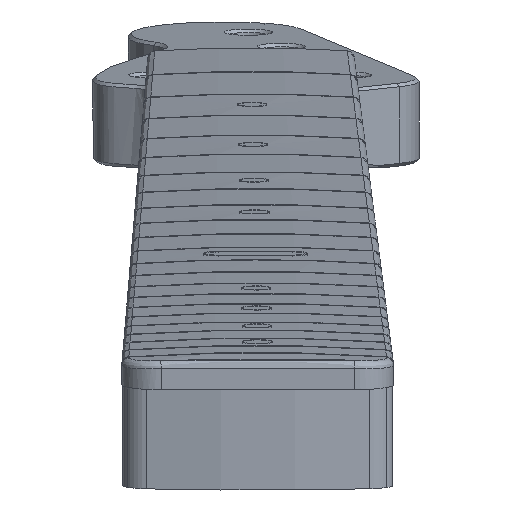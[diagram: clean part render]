
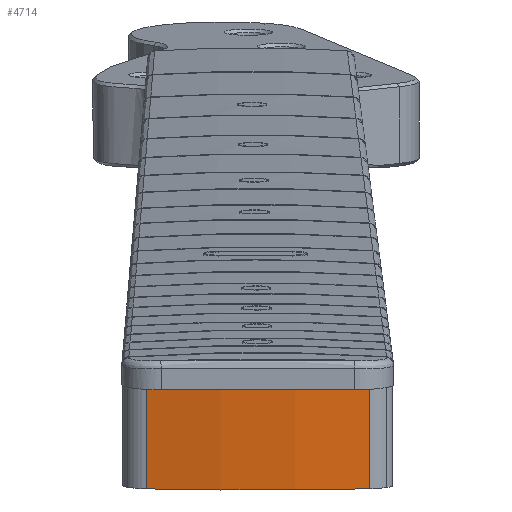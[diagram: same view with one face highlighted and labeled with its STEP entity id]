
A CAD part, left-side view. The second image highlights one B-rep face of the part: STEP entity #4714.
In plain terms, the highlighted cylindrical face has radius 126.65 mm (diameter 253.3 mm), a partial arc.
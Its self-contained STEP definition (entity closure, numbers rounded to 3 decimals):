
#106=CIRCLE('',#4952,126.65);
#161=CIRCLE('',#5079,126.65);
#276=CYLINDRICAL_SURFACE('',#5078,126.65);
#520=FACE_OUTER_BOUND('',#817,.T.);
#817=EDGE_LOOP('',(#3526,#3527,#3528,#3529));
#1145=LINE('',#7936,#1477);
#1146=LINE('',#7940,#1478);
#1477=VECTOR('',#5681,10.);
#1478=VECTOR('',#5686,10.);
#1972=VERTEX_POINT('',#6589);
#1973=VERTEX_POINT('',#6591);
#2065=VERTEX_POINT('',#7934);
#2066=VERTEX_POINT('',#7938);
#2451=EDGE_CURVE('',#1973,#1972,#106,.T.);
#2616=EDGE_CURVE('',#2065,#1972,#1145,.T.);
#2617=EDGE_CURVE('',#2066,#2065,#161,.T.);
#2618=EDGE_CURVE('',#2066,#1973,#1146,.T.);
#3526=ORIENTED_EDGE('',*,*,#2617,.F.);
#3527=ORIENTED_EDGE('',*,*,#2618,.T.);
#3528=ORIENTED_EDGE('',*,*,#2451,.T.);
#3529=ORIENTED_EDGE('',*,*,#2616,.F.);
#4714=ADVANCED_FACE('',(#520),#276,.T.);
#4952=AXIS2_PLACEMENT_3D('',#6592,#5340,#5341);
#5078=AXIS2_PLACEMENT_3D('',#7937,#5682,#5683);
#5079=AXIS2_PLACEMENT_3D('',#7939,#5684,#5685);
#5340=DIRECTION('center_axis',(0.131,0.,
-0.991));
#5341=DIRECTION('ref_axis',(-0.975,-0.182,-0.128));
#5681=DIRECTION('',(-0.131,0.,0.991));
#5682=DIRECTION('center_axis',(0.131,0.,
-0.991));
#5683=DIRECTION('ref_axis',(-0.975,-0.182,-0.128));
#5684=DIRECTION('center_axis',(0.131,0.,
-0.991));
#5685=DIRECTION('ref_axis',(-0.975,-0.182,-0.128));
#5686=DIRECTION('',(-0.131,0.,0.991));
#6589=CARTESIAN_POINT('',(28.408,-5.109,86.347));
#6591=CARTESIAN_POINT('',(28.552,-50.437,86.366));
#6592=CARTESIAN_POINT('Origin',(152.019,-27.374,102.621));
#7934=CARTESIAN_POINT('',(31.279,-5.109,64.535));
#7936=CARTESIAN_POINT('',(31.279,-5.109,64.535));
#7937=CARTESIAN_POINT('Origin',(154.89,-27.374,80.809));
#7938=CARTESIAN_POINT('',(31.423,-50.437,64.554));
#7939=CARTESIAN_POINT('Origin',(154.89,-27.374,80.809));
#7940=CARTESIAN_POINT('',(31.423,-50.437,64.554));
